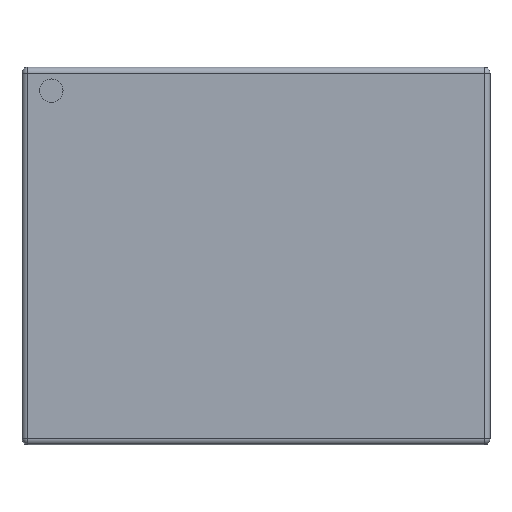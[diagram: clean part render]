
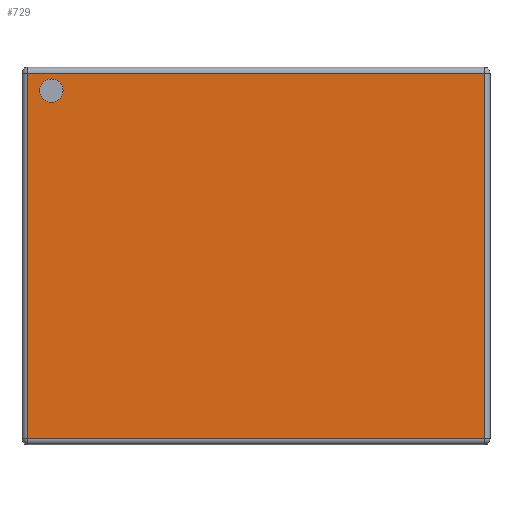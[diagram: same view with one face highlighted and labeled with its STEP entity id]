
A CAD part, top view. The second image highlights one B-rep face of the part: STEP entity #729.
In plain terms, the highlighted planar face has unit normal (0, 0, 1).
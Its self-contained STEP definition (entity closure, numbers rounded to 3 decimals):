
#34=FACE_BOUND('',#213,.T.);
#68=PLANE('',#837);
#144=FACE_OUTER_BOUND('',#212,.T.);
#212=EDGE_LOOP('',(#621,#622,#623,#624));
#213=EDGE_LOOP('',(#625));
#246=LINE('',#1207,#271);
#250=LINE('',#1220,#275);
#252=LINE('',#1223,#277);
#254=LINE('',#1226,#279);
#271=VECTOR('',#968,10.);
#275=VECTOR('',#984,10.);
#277=VECTOR('',#988,10.);
#279=VECTOR('',#992,10.);
#285=CIRCLE('',#766,0.05);
#351=VERTEX_POINT('',#1136);
#363=VERTEX_POINT('',#1168);
#369=VERTEX_POINT('',#1188);
#372=VERTEX_POINT('',#1198);
#375=VERTEX_POINT('',#1211);
#417=EDGE_CURVE('',#351,#351,#285,.T.);
#451=EDGE_CURVE('',#363,#372,#246,.T.);
#458=EDGE_CURVE('',#372,#375,#250,.T.);
#460=EDGE_CURVE('',#375,#369,#252,.T.);
#462=EDGE_CURVE('',#369,#363,#254,.T.);
#621=ORIENTED_EDGE('',*,*,#451,.F.);
#622=ORIENTED_EDGE('',*,*,#462,.F.);
#623=ORIENTED_EDGE('',*,*,#460,.F.);
#624=ORIENTED_EDGE('',*,*,#458,.F.);
#625=ORIENTED_EDGE('',*,*,#417,.T.);
#729=ADVANCED_FACE('',(#144,#34),#68,.T.);
#766=AXIS2_PLACEMENT_3D('',#1137,#883,#884);
#837=AXIS2_PLACEMENT_3D('',#1278,#1050,#1051);
#883=DIRECTION('center_axis',(0.,0.,-1.));
#884=DIRECTION('ref_axis',(-1.,0.,0.));
#968=DIRECTION('',(1.,0.,0.));
#984=DIRECTION('',(0.,-1.,0.));
#988=DIRECTION('',(-1.,0.,0.));
#992=DIRECTION('',(0.,1.,0.));
#1050=DIRECTION('center_axis',(0.,0.,1.));
#1051=DIRECTION('ref_axis',(1.,0.,0.));
#1136=CARTESIAN_POINT('',(-0.823,0.705,0.598));
#1137=CARTESIAN_POINT('Origin',(-0.873,0.705,0.598));
#1168=CARTESIAN_POINT('',(-0.973,0.78,0.598));
#1188=CARTESIAN_POINT('',(-0.973,-0.78,0.598));
#1198=CARTESIAN_POINT('',(0.973,0.78,0.598));
#1207=CARTESIAN_POINT('',(0.499,0.78,0.598));
#1211=CARTESIAN_POINT('',(0.973,-0.78,0.598));
#1220=CARTESIAN_POINT('',(0.973,-0.402,0.598));
#1223=CARTESIAN_POINT('',(-0.499,-0.78,0.598));
#1226=CARTESIAN_POINT('',(-0.973,0.402,0.598));
#1278=CARTESIAN_POINT('Origin',(0.,0.,0.598));
